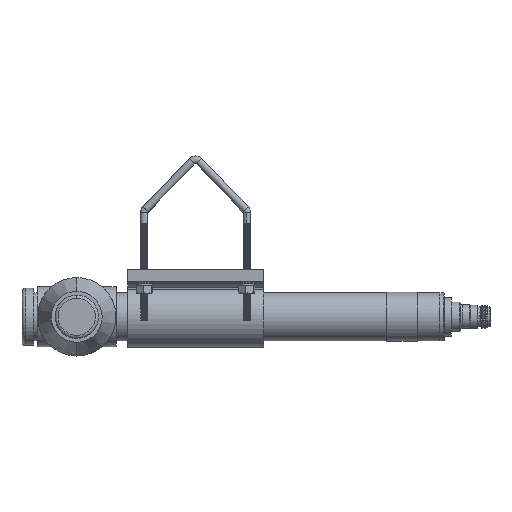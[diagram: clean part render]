
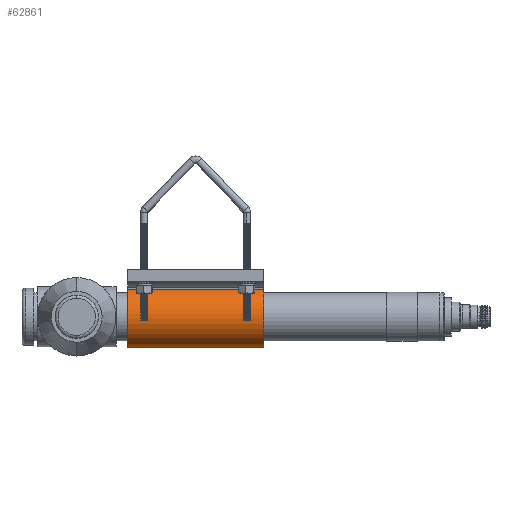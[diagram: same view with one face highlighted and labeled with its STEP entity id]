
A CAD part, left-side view. The second image highlights one B-rep face of the part: STEP entity #62861.
In plain terms, the highlighted cylindrical face has radius 20.143 mm (diameter 40.286 mm), a partial arc.
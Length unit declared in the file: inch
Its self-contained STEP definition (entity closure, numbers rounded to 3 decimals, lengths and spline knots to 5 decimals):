
#645 = ORIENTED_EDGE ( 'NONE', *, *, #11949, .F. ) ;
#1302 = CARTESIAN_POINT ( 'NONE',  ( 0.33316, -0.68669, -1.77165 ) ) ;
#2649 = CARTESIAN_POINT ( 'NONE',  ( 0.33316, -0.68669, 1.77165 ) ) ;
#4690 = VECTOR ( 'NONE', #9868, 39.37008 ) ;
#7815 = CARTESIAN_POINT ( 'NONE',  ( -0.78705, 0.14449, 1.77165 ) ) ;
#9868 = DIRECTION ( 'NONE',  ( 0., 0., -1. ) ) ;
#9959 = FACE_OUTER_BOUND ( 'NONE', #18009, .T. ) ;
#11418 = CARTESIAN_POINT ( 'NONE',  ( -0.00204, 0.03201, 1.77165 ) ) ;
#11949 = EDGE_CURVE ( 'NONE', #73198, #42415, #28369, .T. ) ;
#14505 = DIRECTION ( 'NONE',  ( 0., 0., -1. ) ) ;
#15130 = ORIENTED_EDGE ( 'NONE', *, *, #55273, .F. ) ;
#18009 = EDGE_LOOP ( 'NONE', ( #645, #22214, #77640, #15130 ) ) ;
#21844 = DIRECTION ( 'NONE',  ( -1., 0., 0. ) ) ;
#22214 = ORIENTED_EDGE ( 'NONE', *, *, #76653, .T. ) ;
#23347 = CARTESIAN_POINT ( 'NONE',  ( -0.00204, 0.03201, -1.77165 ) ) ;
#28369 = CIRCLE ( 'NONE', #48655, 0.79303 ) ;
#32274 = VECTOR ( 'NONE', #14505, 39.37008 ) ;
#32741 = LINE ( 'NONE', #2649, #32274 ) ;
#34209 = VERTEX_POINT ( 'NONE', #72248 ) ;
#35206 = CIRCLE ( 'NONE', #56769, 0.79303 ) ;
#35288 = DIRECTION ( 'NONE',  ( 0., 0., -1. ) ) ;
#35584 = CARTESIAN_POINT ( 'NONE',  ( -0.78705, 0.14449, 1.77165 ) ) ;
#40101 = CARTESIAN_POINT ( 'NONE',  ( -0.00204, 0.03201, 1.77165 ) ) ;
#40845 = CYLINDRICAL_SURFACE ( 'NONE', #43740, 0.79303 ) ;
#42415 = VERTEX_POINT ( 'NONE', #7815 ) ;
#42741 = DIRECTION ( 'NONE',  ( 1., 0., 0. ) ) ;
#43740 = AXIS2_PLACEMENT_3D ( 'NONE', #40101, #35288, #21844 ) ;
#48655 = AXIS2_PLACEMENT_3D ( 'NONE', #11418, #60174, #42741 ) ;
#49770 = CARTESIAN_POINT ( 'NONE',  ( 0.33316, -0.68669, 1.77165 ) ) ;
#51908 = VERTEX_POINT ( 'NONE', #1302 ) ;
#55273 = EDGE_CURVE ( 'NONE', #42415, #34209, #71272, .T. ) ;
#56769 = AXIS2_PLACEMENT_3D ( 'NONE', #23347, #65747, #65355 ) ;
#60174 = DIRECTION ( 'NONE',  ( 0., 0., 1. ) ) ;
#62861 = ADVANCED_FACE ( 'NONE', ( #9959 ), #40845, .T. ) ;
#65355 = DIRECTION ( 'NONE',  ( 1., 0., 0. ) ) ;
#65747 = DIRECTION ( 'NONE',  ( 0., 0., 1. ) ) ;
#71272 = LINE ( 'NONE', #35584, #4690 ) ;
#72248 = CARTESIAN_POINT ( 'NONE',  ( -0.78705, 0.14449, -1.77165 ) ) ;
#73198 = VERTEX_POINT ( 'NONE', #49770 ) ;
#75384 = EDGE_CURVE ( 'NONE', #51908, #34209, #35206, .T. ) ;
#76653 = EDGE_CURVE ( 'NONE', #73198, #51908, #32741, .T. ) ;
#77640 = ORIENTED_EDGE ( 'NONE', *, *, #75384, .T. ) ;
